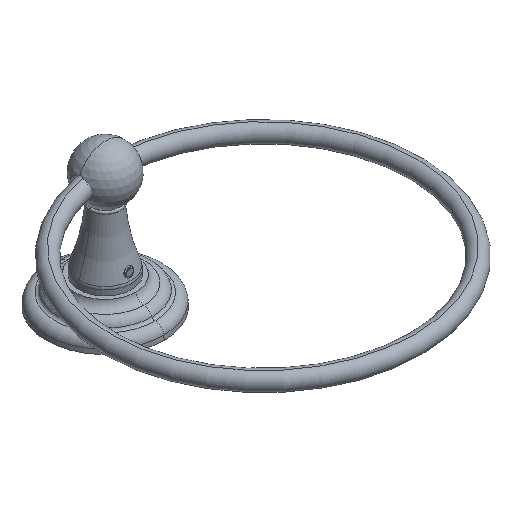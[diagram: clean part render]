
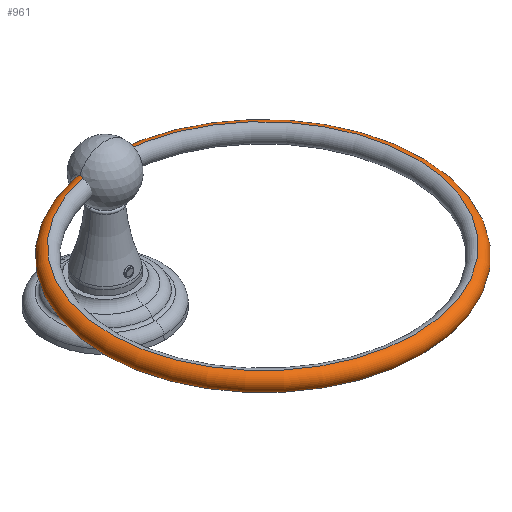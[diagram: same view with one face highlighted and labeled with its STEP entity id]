
A CAD part, isometric view. The second image highlights one B-rep face of the part: STEP entity #961.
In plain terms, the highlighted toroidal (fillet/blend) face has major radius 84.138 mm and minor radius 4.763 mm.
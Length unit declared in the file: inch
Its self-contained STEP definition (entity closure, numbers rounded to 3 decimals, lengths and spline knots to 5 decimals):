
#908=CARTESIAN_POINT('',(0.0244,0.02298,1.92));
#909=DIRECTION('',(0.999,0.035,0.));
#910=DIRECTION('',(0.,0.,-1.));
#911=AXIS2_PLACEMENT_3D('',#908,#909,#910);
#913=CARTESIAN_POINT('',(0.2556,0.02298,1.92));
#914=DIRECTION('',(-0.999,0.035,0.));
#915=DIRECTION('',(0.,0.,1.));
#916=AXIS2_PLACEMENT_3D('',#913,#914,#915);
#918=CARTESIAN_POINT('',(0.14,-3.2875,2.1075));
#919=DIRECTION('',(0.,0.,-1.));
#920=DIRECTION('',(0.035,0.999,0.));
#921=AXIS2_PLACEMENT_3D('',#918,#919,#920);
#928=CARTESIAN_POINT('',(0.14,-3.2875,1.7325));
#929=DIRECTION('',(0.,0.,1.));
#930=DIRECTION('',(-0.035,0.999,0.));
#931=AXIS2_PLACEMENT_3D('',#928,#929,#930);
#938=CARTESIAN_POINT('',(0.2556,0.02298,2.1075));
#939=CARTESIAN_POINT('',(0.2556,0.02298,1.7325));
#940=VERTEX_POINT('',#938);
#941=VERTEX_POINT('',#939);
#942=CARTESIAN_POINT('',(0.0244,0.02298,1.7325));
#943=CARTESIAN_POINT('',(0.0244,0.02298,2.1075));
#944=VERTEX_POINT('',#942);
#945=VERTEX_POINT('',#943);
#946=CARTESIAN_POINT('',(0.14,-3.2875,1.92));
#947=DIRECTION('',(0.,0.,-1.));
#948=DIRECTION('',(0.,-1.,0.));
#949=AXIS2_PLACEMENT_3D('',#946,#947,#948);
#950=TOROIDAL_SURFACE('',#949,3.3125,0.1875);
#952=ORIENTED_EDGE('',*,*,#951,.F.);
#954=ORIENTED_EDGE('',*,*,#953,.T.);
#956=ORIENTED_EDGE('',*,*,#955,.F.);
#958=ORIENTED_EDGE('',*,*,#957,.T.);
#959=EDGE_LOOP('',(#952,#954,#956,#958));
#960=FACE_OUTER_BOUND('',#959,.F.);
#961=ADVANCED_FACE('',(#960),#950,.T.);
#912=CIRCLE('',#911,0.1875);
#917=CIRCLE('',#916,0.1875);
#922=CIRCLE('',#921,3.3125);
#932=CIRCLE('',#931,3.3125);
#951=EDGE_CURVE('',#944,#941,#932,.T.);
#953=EDGE_CURVE('',#944,#945,#912,.T.);
#955=EDGE_CURVE('',#940,#945,#922,.T.);
#957=EDGE_CURVE('',#940,#941,#917,.T.);
